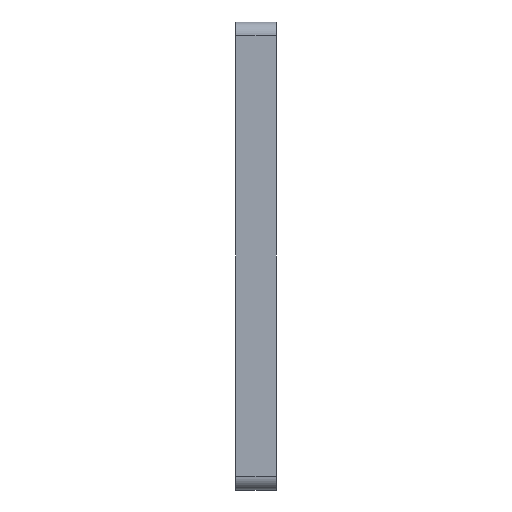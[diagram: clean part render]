
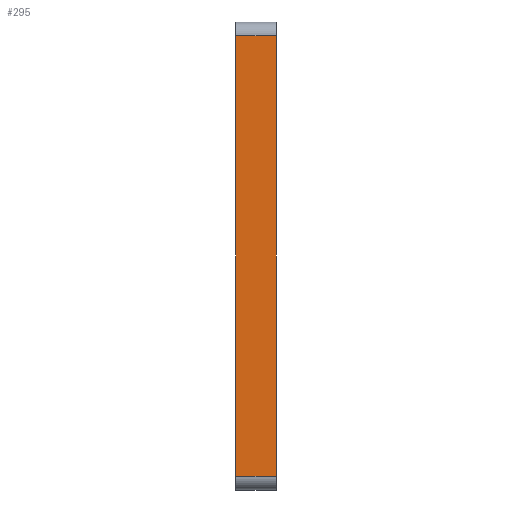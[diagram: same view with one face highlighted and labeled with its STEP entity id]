
A CAD part, left-side view. The second image highlights one B-rep face of the part: STEP entity #295.
In plain terms, the highlighted planar face has unit normal (-1, 0, 0).
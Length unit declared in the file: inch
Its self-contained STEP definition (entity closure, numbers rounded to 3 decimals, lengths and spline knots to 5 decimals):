
#17 = DIRECTION ( 'NONE',  ( 0., -1., 0. ) ) ;
#19 = VERTEX_POINT ( 'NONE', #395 ) ;
#63 = DIRECTION ( 'NONE',  ( -1., 0., 0. ) ) ;
#64 = EDGE_CURVE ( 'NONE', #19, #552, #494, .T. ) ;
#74 = CARTESIAN_POINT ( 'NONE',  ( 0., 0.375, 3.77854 ) ) ;
#102 = CARTESIAN_POINT ( 'NONE',  ( 0., 0., -0.40354 ) ) ;
#103 = VECTOR ( 'NONE', #17, 39.37008 ) ;
#157 = EDGE_LOOP ( 'NONE', ( #329, #483, #311, #308 ) ) ;
#164 = CARTESIAN_POINT ( 'NONE',  ( 0., 0., 3.77854 ) ) ;
#169 = LINE ( 'NONE', #272, #442 ) ;
#221 = DIRECTION ( 'NONE',  ( 0., -1., 0. ) ) ;
#261 = VECTOR ( 'NONE', #645, 39.37008 ) ;
#272 = CARTESIAN_POINT ( 'NONE',  ( 0., 0.375, 3.65354 ) ) ;
#275 = EDGE_CURVE ( 'NONE', #552, #530, #639, .T. ) ;
#295 = ADVANCED_FACE ( 'NONE', ( #410 ), #406, .T. ) ;
#308 = ORIENTED_EDGE ( 'NONE', *, *, #64, .T. ) ;
#311 = ORIENTED_EDGE ( 'NONE', *, *, #661, .F. ) ;
#329 = ORIENTED_EDGE ( 'NONE', *, *, #275, .T. ) ;
#351 = AXIS2_PLACEMENT_3D ( 'NONE', #74, #63, #548 ) ;
#384 = DIRECTION ( 'NONE',  ( 0., 0., 1. ) ) ;
#395 = CARTESIAN_POINT ( 'NONE',  ( 0., 0.375, -0.40354 ) ) ;
#406 = PLANE ( 'NONE',  #351 ) ;
#410 = FACE_OUTER_BOUND ( 'NONE', #157, .T. ) ;
#432 = CARTESIAN_POINT ( 'NONE',  ( 0., 0.375, 3.65354 ) ) ;
#442 = VECTOR ( 'NONE', #221, 39.37008 ) ;
#473 = VECTOR ( 'NONE', #384, 39.37008 ) ;
#483 = ORIENTED_EDGE ( 'NONE', *, *, #685, .F. ) ;
#494 = LINE ( 'NONE', #660, #103 ) ;
#530 = VERTEX_POINT ( 'NONE', #689 ) ;
#538 = CARTESIAN_POINT ( 'NONE',  ( 0., 0.375, -0.52854 ) ) ;
#548 = DIRECTION ( 'NONE',  ( 0., 0., 1. ) ) ;
#552 = VERTEX_POINT ( 'NONE', #102 ) ;
#589 = LINE ( 'NONE', #538, #261 ) ;
#639 = LINE ( 'NONE', #164, #473 ) ;
#645 = DIRECTION ( 'NONE',  ( 0., 0., 1. ) ) ;
#655 = VERTEX_POINT ( 'NONE', #432 ) ;
#660 = CARTESIAN_POINT ( 'NONE',  ( 0., 0.375, -0.40354 ) ) ;
#661 = EDGE_CURVE ( 'NONE', #19, #655, #589, .T. ) ;
#685 = EDGE_CURVE ( 'NONE', #655, #530, #169, .T. ) ;
#689 = CARTESIAN_POINT ( 'NONE',  ( 0., 0., 3.65354 ) ) ;
